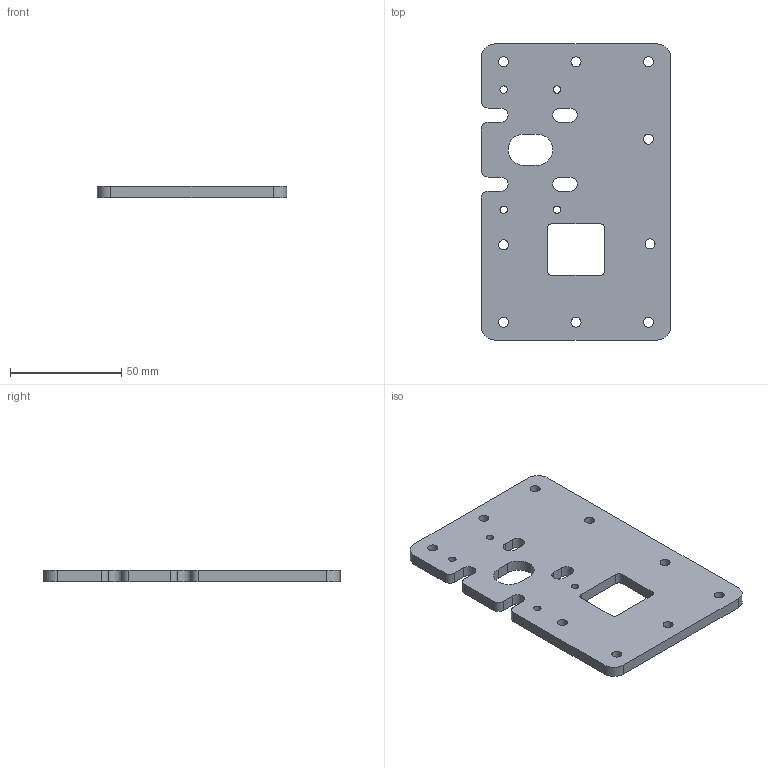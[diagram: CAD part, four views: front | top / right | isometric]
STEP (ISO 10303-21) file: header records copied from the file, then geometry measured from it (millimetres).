
FILE_DESCRIPTION(/* description */ (''),/* implementation_level */ '2;1');
FILE_NAME(/* name */ 'ZLower.stp',/* time_stamp */ '2024-07-25T19:04:12+09:00',/* author */ (''),/* organization */ (''),/* preprocessor_version */ 'ST-DEVELOPER v19.3',/* originating_system */ 'SIEMENS PLM Software NX2212.3001',/* authorisation */ '');
FILE_SCHEMA (('AUTOMOTIVE_DESIGN { 1 0 10303 214 3 1 1 1 }'));
Length unit declared in the file: millimetre
Products named in the file (1): Belted_Metal_Composite_Worm_Z_Drive_Assembly_15mm_Mirror_objects
Bounding box: 85 x 133 x 5 mm (x, y, z)
Volume: 49942.4 mm3; surface area: 24181.6 mm2
Topology: 1 solids, 1 shells, 58 faces, 168 edges, 112 vertices
Faces by surface type: cylinder 36, plane 22
Full cylindrical faces by diameter (mm): 3.3 x4, 4.5 x9
Entity records: 1979 total; most frequent: DIRECTION 345, CARTESIAN_POINT 326, ORIENTED_EDGE 310, EDGE_CURVE 155, AXIS2_PLACEMENT_3D 131, VERTEX_POINT 112, EDGE_LOOP 105, LINE 83
